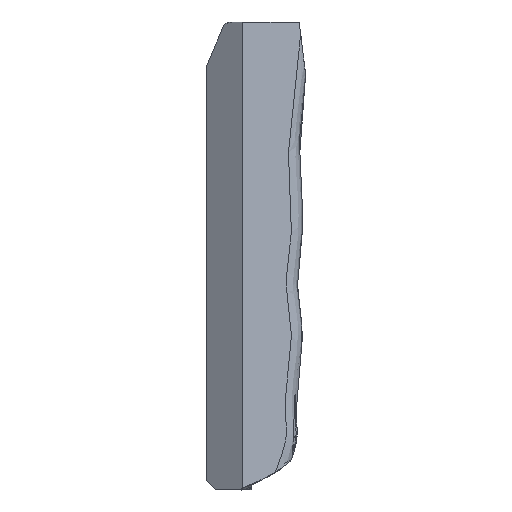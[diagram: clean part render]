
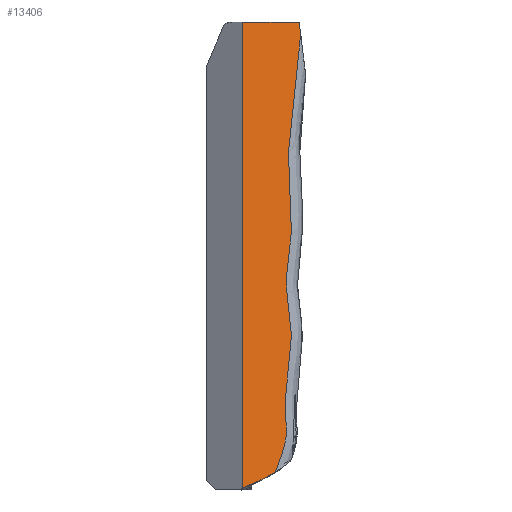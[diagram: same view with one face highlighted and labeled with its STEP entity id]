
A CAD part, left-side view. The second image highlights one B-rep face of the part: STEP entity #13406.
In plain terms, the highlighted planar face has unit normal (-0.975, -0.221, 0).
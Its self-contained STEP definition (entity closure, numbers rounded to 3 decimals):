
#1168=B_SPLINE_CURVE_WITH_KNOTS('',3,(#19117,#19118,#19119,#19120,#19121,
#19122,#19123,#19124,#19125,#19126,#19127,#19128,#19129,#19130,#19131,#19132,
#19133,#19134,#19135,#19136,#19137,#19138,#19139,#19140,#19141,#19142,#19143,
#19144,#19145,#19146),.UNSPECIFIED.,.F.,.F.,(4,2,1,1,1,1,1,1,1,1,1,1,1,
1,1,1,1,1,1,1,1,1,1,1,2,4),(-9.19,-8.229,-7.372,
-6.516,-6.088,-5.659,-5.231,
-4.803,-4.375,-3.946,-3.518,
-3.09,-2.876,-2.662,-2.233,
-1.805,-1.377,-0.949,-0.735,
-0.52,-0.413,-0.306,-0.092,
0.122,0.336,0.353),.UNSPECIFIED.);
#1197=B_SPLINE_CURVE_WITH_KNOTS('',3,(#20148,#20149,#20150,#20151),
 .UNSPECIFIED.,.F.,.F.,(4,4),(0.053,0.857),
 .UNSPECIFIED.);
#1953=PLANE('',#14182);
#2094=FACE_OUTER_BOUND('',#2871,.T.);
#2871=EDGE_LOOP('',(#9509,#9510,#9511,#9512,#9513));
#3626=LINE('',#16139,#4472);
#3703=LINE('',#20145,#4549);
#3704=LINE('',#20147,#4550);
#4472=VECTOR('',#14541,10.);
#4549=VECTOR('',#14670,10.);
#4550=VECTOR('',#14671,10.);
#5323=VERTEX_POINT('',#16136);
#5324=VERTEX_POINT('',#16138);
#5805=VERTEX_POINT('',#19107);
#5806=VERTEX_POINT('',#19116);
#5822=VERTEX_POINT('',#20146);
#6778=EDGE_CURVE('',#5323,#5324,#3626,.F.);
#7265=EDGE_CURVE('',#5805,#5806,#1168,.T.);
#7300=EDGE_CURVE('',#5324,#5805,#3703,.T.);
#7301=EDGE_CURVE('',#5822,#5323,#3704,.T.);
#7302=EDGE_CURVE('',#5822,#5806,#1197,.T.);
#9509=ORIENTED_EDGE('',*,*,#7265,.F.);
#9510=ORIENTED_EDGE('',*,*,#7300,.F.);
#9511=ORIENTED_EDGE('',*,*,#6778,.F.);
#9512=ORIENTED_EDGE('',*,*,#7301,.F.);
#9513=ORIENTED_EDGE('',*,*,#7302,.T.);
#13406=ADVANCED_FACE('',(#2094),#1953,.T.);
#14182=AXIS2_PLACEMENT_3D('',#20144,#14668,#14669);
#14541=DIRECTION('',(-0.221,0.975,0.));
#14668=DIRECTION('center_axis',(-0.975,-0.221,0.));
#14669=DIRECTION('ref_axis',(0.,0.,-1.));
#14670=DIRECTION('',(0.028,-0.122,-0.992));
#14671=DIRECTION('',(0.,0.,1.));
#16136=CARTESIAN_POINT('',(-15.04,0.,88.675));
#16138=CARTESIAN_POINT('',(-12.273,-12.186,88.675));
#16139=CARTESIAN_POINT('',(-5.937,-40.097,88.675));
#19107=CARTESIAN_POINT('',(-12.201,-12.503,86.092));
#19116=CARTESIAN_POINT('',(-13.43,-7.092,-8.561));
#19117=CARTESIAN_POINT('Ctrl Pts',(-12.201,-12.503,
86.092));
#19118=CARTESIAN_POINT('Ctrl Pts',(-12.301,-12.066,
82.92));
#19119=CARTESIAN_POINT('Ctrl Pts',(-12.4,-11.629,
79.748));
#19120=CARTESIAN_POINT('Ctrl Pts',(-12.587,-10.804,
73.748));
#19121=CARTESIAN_POINT('Ctrl Pts',(-12.746,-10.104,
68.084));
#19122=CARTESIAN_POINT('Ctrl Pts',(-12.828,-9.741,
60.943));
#19123=CARTESIAN_POINT('Ctrl Pts',(-12.749,-10.089,
55.24));
#19124=CARTESIAN_POINT('Ctrl Pts',(-12.67,-10.438,50.973));
#19125=CARTESIAN_POINT('Ctrl Pts',(-12.63,-10.614,
46.693));
#19126=CARTESIAN_POINT('Ctrl Pts',(-12.656,-10.501,42.406));
#19127=CARTESIAN_POINT('Ctrl Pts',(-12.778,-9.961,
38.159));
#19128=CARTESIAN_POINT('Ctrl Pts',(-12.906,-9.397,33.912));
#19129=CARTESIAN_POINT('Ctrl Pts',(-12.891,-9.467,
29.613));
#19130=CARTESIAN_POINT('Ctrl Pts',(-12.755,-10.065,
26.089));
#19131=CARTESIAN_POINT('Ctrl Pts',(-12.668,-10.447,
23.261));
#19132=CARTESIAN_POINT('Ctrl Pts',(-12.636,-10.588,
20.41));
#19133=CARTESIAN_POINT('Ctrl Pts',(-12.724,-10.202,16.851));
#19134=CARTESIAN_POINT('Ctrl Pts',(-12.889,-9.473,
12.639));
#19135=CARTESIAN_POINT('Ctrl Pts',(-12.974,-9.097,
8.361));
#19136=CARTESIAN_POINT('Ctrl Pts',(-12.963,-9.149,
4.798));
#19137=CARTESIAN_POINT('Ctrl Pts',(-12.922,-9.326,
1.943));
#19138=CARTESIAN_POINT('Ctrl Pts',(-12.895,-9.449,0.159));
#19139=CARTESIAN_POINT('Ctrl Pts',(-12.919,-9.344,
-1.268));
#19140=CARTESIAN_POINT('Ctrl Pts',(-12.979,-9.075,
-2.67));
#19141=CARTESIAN_POINT('Ctrl Pts',(-13.092,-8.58,-4.382));
#19142=CARTESIAN_POINT('Ctrl Pts',(-13.248,-7.891,
-6.4));
#19143=CARTESIAN_POINT('Ctrl Pts',(-13.36,-7.399,-7.739));
#19144=CARTESIAN_POINT('Ctrl Pts',(-13.421,-7.13,
-8.457));
#19145=CARTESIAN_POINT('Ctrl Pts',(-13.425,-7.111,
-8.509));
#19146=CARTESIAN_POINT('Ctrl Pts',(-13.43,-7.092,
-8.561));
#20144=CARTESIAN_POINT('Origin',(-14.964,-0.335,88.675));
#20145=CARTESIAN_POINT('',(-11.518,-15.512,61.582));
#20146=CARTESIAN_POINT('',(-15.04,0.,-12.061));
#20147=CARTESIAN_POINT('',(-15.04,0.,63.388));
#20148=CARTESIAN_POINT('Ctrl Pts',(-15.04,0.,
-12.061));
#20149=CARTESIAN_POINT('Ctrl Pts',(-14.484,-2.448,
-11.111));
#20150=CARTESIAN_POINT('Ctrl Pts',(-13.939,-4.847,
-9.95));
#20151=CARTESIAN_POINT('Ctrl Pts',(-13.43,-7.092,
-8.561));
